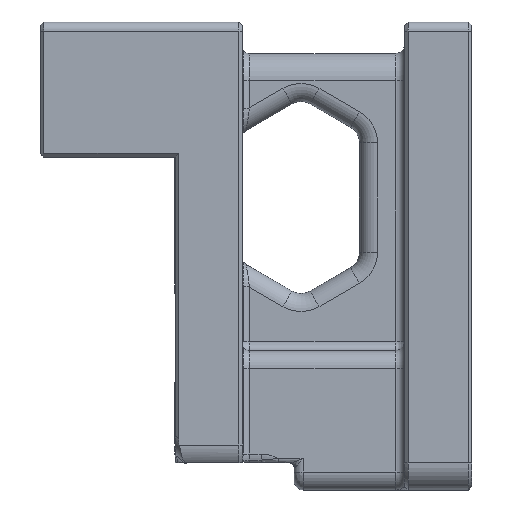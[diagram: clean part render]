
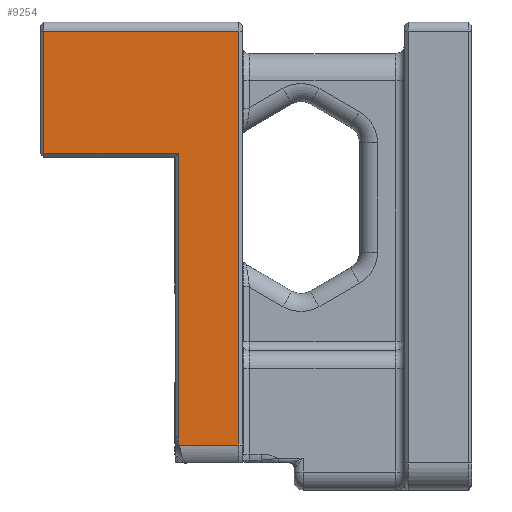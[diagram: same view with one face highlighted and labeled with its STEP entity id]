
A CAD part, left-side view. The second image highlights one B-rep face of the part: STEP entity #9254.
In plain terms, the highlighted planar face has unit normal (-1, 0, 0).
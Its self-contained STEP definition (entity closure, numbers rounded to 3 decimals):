
#1094=FACE_OUTER_BOUND('',#1712,.T.);
#1712=EDGE_LOOP('',(#6882,#6883,#6884,#6885,#6886,#6887,#6888));
#2215=ELLIPSE('',#9972,5.196,3.);
#2625=LINE('',#18414,#3306);
#2650=LINE('',#19251,#3331);
#2651=LINE('',#19254,#3332);
#2652=LINE('',#19256,#3333);
#2653=LINE('',#19258,#3334);
#2654=LINE('',#19259,#3335);
#3306=VECTOR('',#11345,1000.);
#3331=VECTOR('',#11458,1000.);
#3332=VECTOR('',#11461,1000.);
#3333=VECTOR('',#11462,1000.);
#3334=VECTOR('',#11463,1000.);
#3335=VECTOR('',#11464,1000.);
#4164=VERTEX_POINT('',#18411);
#4165=VERTEX_POINT('',#18413);
#4166=VERTEX_POINT('',#18417);
#4226=VERTEX_POINT('',#19249);
#4227=VERTEX_POINT('',#19253);
#4228=VERTEX_POINT('',#19255);
#4229=VERTEX_POINT('',#19257);
#5130=EDGE_CURVE('',#4164,#4165,#2625,.T.);
#5133=EDGE_CURVE('',#4166,#4164,#2215,.T.);
#5213=EDGE_CURVE('',#4226,#4166,#2650,.T.);
#5214=EDGE_CURVE('',#4165,#4227,#2651,.T.);
#5215=EDGE_CURVE('',#4228,#4226,#2652,.T.);
#5216=EDGE_CURVE('',#4229,#4228,#2653,.T.);
#5217=EDGE_CURVE('',#4227,#4229,#2654,.T.);
#6882=ORIENTED_EDGE('',*,*,#5214,.F.);
#6883=ORIENTED_EDGE('',*,*,#5130,.F.);
#6884=ORIENTED_EDGE('',*,*,#5133,.F.);
#6885=ORIENTED_EDGE('',*,*,#5213,.F.);
#6886=ORIENTED_EDGE('',*,*,#5215,.F.);
#6887=ORIENTED_EDGE('',*,*,#5216,.F.);
#6888=ORIENTED_EDGE('',*,*,#5217,.F.);
#8961=PLANE('',#10015);
#9254=ADVANCED_FACE('',(#1094),#8961,.T.);
#9972=AXIS2_PLACEMENT_3D('',#18426,#11349,#11350);
#10015=AXIS2_PLACEMENT_3D('',#19252,#11459,#11460);
#11345=DIRECTION('',(0.,0.,1.));
#11349=DIRECTION('center_axis',(1.,0.,0.));
#11350=DIRECTION('ref_axis',(0.,0.707,0.707));
#11458=DIRECTION('',(0.,1.,0.));
#11459=DIRECTION('center_axis',(-1.,0.,0.));
#11460=DIRECTION('ref_axis',(0.,0.,-1.));
#11461=DIRECTION('',(0.,1.,0.));
#11462=DIRECTION('',(0.,0.,-1.));
#11463=DIRECTION('',(0.,-1.,0.));
#11464=DIRECTION('',(0.,0.,1.));
#18411=CARTESIAN_POINT('',(-91.5,32.6,-20.279));
#18413=CARTESIAN_POINT('',(-91.5,32.6,11.4));
#18414=CARTESIAN_POINT('',(-91.5,32.6,11.));
#18417=CARTESIAN_POINT('',(-91.5,32.526,-21.));
#18426=CARTESIAN_POINT('Origin',(-91.5,28.357,-22.4));
#19249=CARTESIAN_POINT('',(-91.5,25.9,-21.));
#19251=CARTESIAN_POINT('',(-91.5,33.,-21.));
#19252=CARTESIAN_POINT('Origin',(-91.5,31.,11.));
#19253=CARTESIAN_POINT('',(-91.5,47.6,11.4));
#19254=CARTESIAN_POINT('',(-91.5,31.,11.4));
#19255=CARTESIAN_POINT('',(-91.5,25.9,25.));
#19256=CARTESIAN_POINT('',(-91.5,25.9,11.));
#19257=CARTESIAN_POINT('',(-91.5,47.6,25.));
#19258=CARTESIAN_POINT('',(-91.5,31.,25.));
#19259=CARTESIAN_POINT('',(-91.5,47.6,11.));
